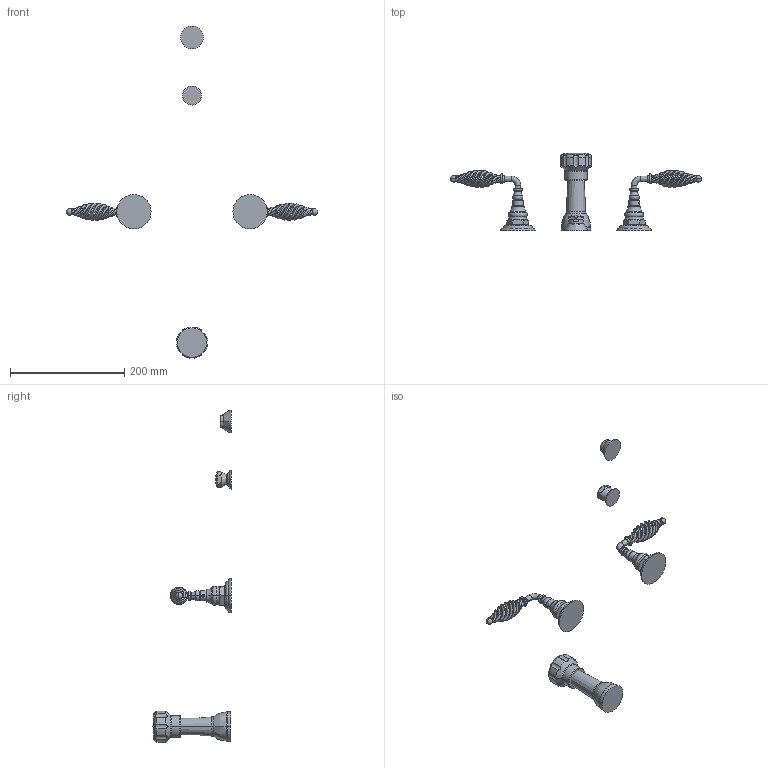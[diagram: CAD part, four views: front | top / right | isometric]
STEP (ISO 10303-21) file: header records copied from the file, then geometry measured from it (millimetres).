
FILE_DESCRIPTION((''),'2;1');
FILE_NAME('2109_WEB','2010-10-20T',('project'),(''),'PRO/ENGINEER BY PARAMETRIC TECHNOLOGY CORPORATION, 2009300','PRO/ENGINEER BY PARAMETRIC TECHNOLOGY CORPORATION, 2009300','');
FILE_SCHEMA(('CONFIG_CONTROL_DESIGN'));
Length unit declared in the file: inch
Products named in the file (1): 2109_WEB
Bounding box: 439.13 x 136.45 x 580.53 mm (x, y, z)
Surface area: 81865.3 mm2 (no closed solid volume)
Topology: 0 solids, 26 shells, 291 faces, 784 edges, 482 vertices
Faces by surface type: bspline 84, torus 78, cylinder 48, plane 43, cone 20, sphere 18
Entity records: 20155 total; most frequent: CARTESIAN_POINT 13793, ORIENTED_EDGE 1382, DIRECTION 1129, EDGE_CURVE 770, AXIS2_PLACEMENT_3D 508, VERTEX_POINT 482, B_SPLINE_CURVE_WITH_KNOTS 356, CIRCLE 301
